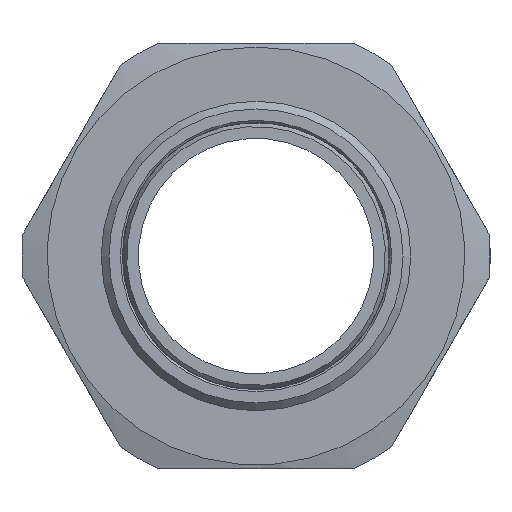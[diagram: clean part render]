
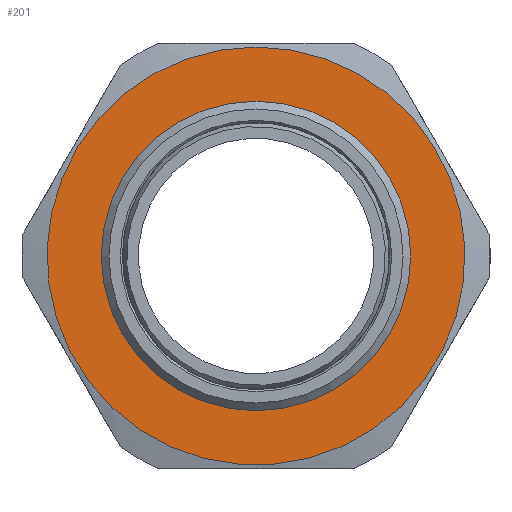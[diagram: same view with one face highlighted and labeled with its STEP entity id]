
A CAD part, left-side view. The second image highlights one B-rep face of the part: STEP entity #201.
In plain terms, the highlighted planar face has unit normal (-1, 0, 0).
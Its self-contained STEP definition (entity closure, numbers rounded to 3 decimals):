
#73 = EDGE_LOOP ( 'NONE', ( #312 ) ) ;
#201 = ADVANCED_FACE ( 'NONE', ( #1512, #1380 ), #930, .F. ) ;
#312 = ORIENTED_EDGE ( 'NONE', *, *, #1724, .T. ) ;
#316 = DIRECTION ( 'NONE',  ( 0., 0., -1. ) ) ;
#345 = EDGE_CURVE ( 'NONE', #447, #447, #373, .T. ) ;
#373 = CIRCLE ( 'NONE', #386, 20. ) ;
#386 = AXIS2_PLACEMENT_3D ( 'NONE', #2275, #2669, #421 ) ;
#421 = DIRECTION ( 'NONE',  ( 0., 0., 1. ) ) ;
#447 = VERTEX_POINT ( 'NONE', #2636 ) ;
#817 = CIRCLE ( 'NONE', #2307, 27. ) ;
#824 = ORIENTED_EDGE ( 'NONE', *, *, #345, .F. ) ;
#930 = PLANE ( 'NONE',  #1215 ) ;
#1189 = DIRECTION ( 'NONE',  ( 0., 0., 1. ) ) ;
#1215 = AXIS2_PLACEMENT_3D ( 'NONE', #2596, #1556, #316 ) ;
#1340 = VERTEX_POINT ( 'NONE', #2046 ) ;
#1380 = FACE_OUTER_BOUND ( 'NONE', #73, .T. ) ;
#1488 = EDGE_LOOP ( 'NONE', ( #824 ) ) ;
#1512 = FACE_BOUND ( 'NONE', #1488, .T. ) ;
#1556 = DIRECTION ( 'NONE',  ( 1., 0., 0. ) ) ;
#1603 = CARTESIAN_POINT ( 'NONE',  ( 15., 0., 0. ) ) ;
#1724 = EDGE_CURVE ( 'NONE', #1340, #1340, #817, .T. ) ;
#2019 = DIRECTION ( 'NONE',  ( -1., 0., 0. ) ) ;
#2046 = CARTESIAN_POINT ( 'NONE',  ( 15., 0., 27. ) ) ;
#2275 = CARTESIAN_POINT ( 'NONE',  ( 15., 0., 0. ) ) ;
#2307 = AXIS2_PLACEMENT_3D ( 'NONE', #1603, #2019, #1189 ) ;
#2596 = CARTESIAN_POINT ( 'NONE',  ( 15., 20., 0. ) ) ;
#2636 = CARTESIAN_POINT ( 'NONE',  ( 15., 0., 20. ) ) ;
#2669 = DIRECTION ( 'NONE',  ( -1., 0., 0. ) ) ;
